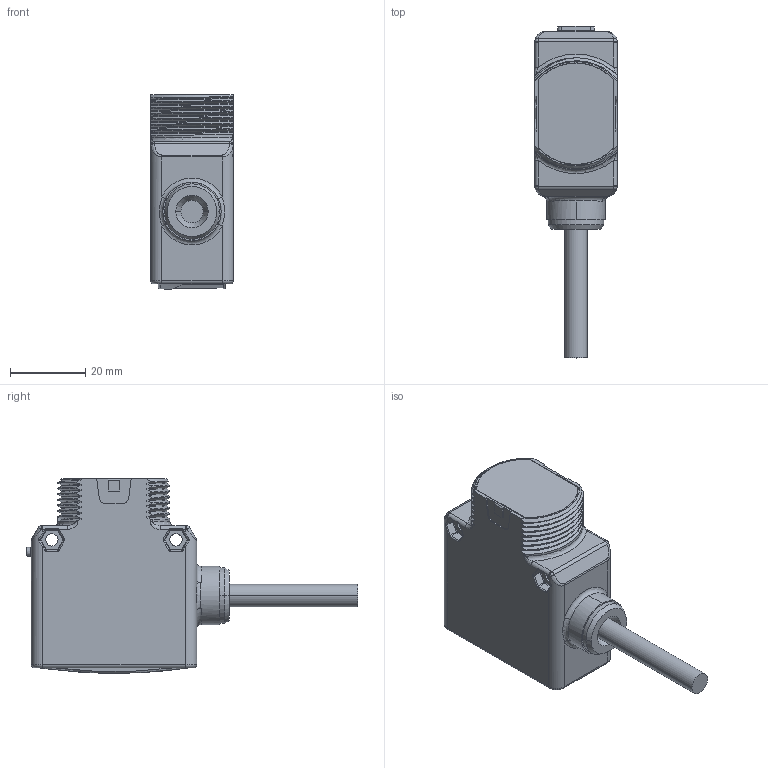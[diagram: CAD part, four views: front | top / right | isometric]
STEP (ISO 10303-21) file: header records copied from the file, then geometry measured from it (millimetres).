
FILE_DESCRIPTION((''),'2;1');
FILE_NAME('140607_SW','2008-06-03T',('banengservice'),('BANNER ENGINEERING'),'PRO/ENGINEER BY PARAMETRIC TECHNOLOGY CORPORATION, 2006170','PRO/ENGINEER BY PARAMETRIC TECHNOLOGY CORPORATION, 2006170','');
FILE_SCHEMA(('CONFIG_CONTROL_DESIGN'));
Length unit declared in the file: inch
Products named in the file (1): 140607_SW
Bounding box: 22 x 88.27 x 51.8 mm (x, y, z)
Volume: 45755.4 mm3; surface area: 9785.2 mm2
Topology: 1 solids, 1 shells, 393 faces, 931 edges, 544 vertices
Faces by surface type: cylinder 153, plane 81, bspline 80, torus 38, sphere 30, cone 11
Entity records: 16144 total; most frequent: CARTESIAN_POINT 7634, ORIENTED_EDGE 1858, DIRECTION 1633, EDGE_CURVE 929, AXIS2_PLACEMENT_3D 624, VERTEX_POINT 544, EDGE_LOOP 403, FACE_OUTER_BOUND 393
